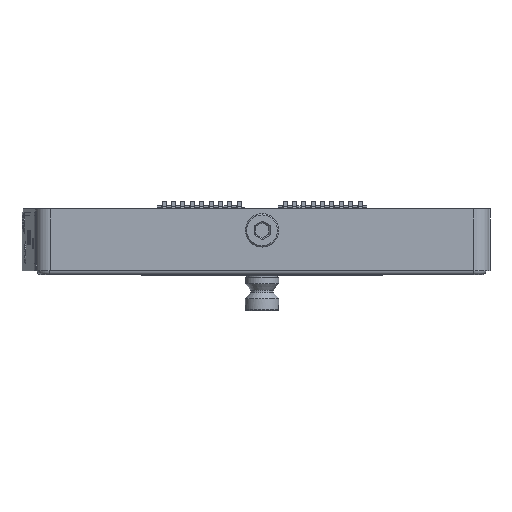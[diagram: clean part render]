
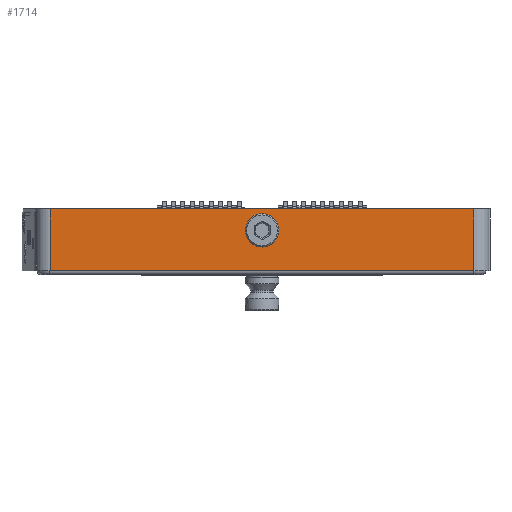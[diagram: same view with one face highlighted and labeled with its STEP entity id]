
A CAD part, left-side view. The second image highlights one B-rep face of the part: STEP entity #1714.
In plain terms, the highlighted planar face has unit normal (-1, 0, 0).
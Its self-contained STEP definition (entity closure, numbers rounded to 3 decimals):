
#796 = VECTOR ( 'NONE', #29209, 1000. ) ;
#1714 = ADVANCED_FACE ( 'NONE', ( #13661, #4895 ), #31201, .T. ) ;
#4895 = FACE_OUTER_BOUND ( 'NONE', #14312, .T. ) ;
#5013 = EDGE_CURVE ( 'NONE', #32644, #41662, #39643, .T. ) ;
#8011 = VERTEX_POINT ( 'NONE', #14606 ) ;
#8357 = CARTESIAN_POINT ( 'NONE',  ( -86., 4.5, -5.75 ) ) ;
#8522 = ORIENTED_EDGE ( 'NONE', *, *, #34366, .T. ) ;
#8565 = CARTESIAN_POINT ( 'NONE',  ( -86., 83.5, 5.75 ) ) ;
#9643 = VERTEX_POINT ( 'NONE', #9897 ) ;
#9782 = ORIENTED_EDGE ( 'NONE', *, *, #41825, .F. ) ;
#9897 = CARTESIAN_POINT ( 'NONE',  ( -86., 4.5, -5.75 ) ) ;
#10257 = CARTESIAN_POINT ( 'NONE',  ( -86., 83.5, -5.75 ) ) ;
#11412 = VECTOR ( 'NONE', #27164, 1000. ) ;
#11636 = DIRECTION ( 'NONE',  ( 0., 0., 1. ) ) ;
#11915 = CARTESIAN_POINT ( 'NONE',  ( -86., 44., 1.75 ) ) ;
#13433 = CARTESIAN_POINT ( 'NONE',  ( -86., 83.5, -5.75 ) ) ;
#13661 = FACE_BOUND ( 'NONE', #36588, .T. ) ;
#14312 = EDGE_LOOP ( 'NONE', ( #9782, #34371, #21065, #21895 ) ) ;
#14606 = CARTESIAN_POINT ( 'NONE',  ( -86., 4.5, 5.75 ) ) ;
#15205 = DIRECTION ( 'NONE',  ( 0., 1., 0. ) ) ;
#19136 = EDGE_CURVE ( 'NONE', #32644, #9643, #28889, .T. ) ;
#20026 = DIRECTION ( 'NONE',  ( 0., 0., 1. ) ) ;
#21065 = ORIENTED_EDGE ( 'NONE', *, *, #19136, .T. ) ;
#21076 = CARTESIAN_POINT ( 'NONE',  ( -86., 47.125, 1.75 ) ) ;
#21603 = EDGE_CURVE ( 'NONE', #9643, #8011, #30761, .T. ) ;
#21895 = ORIENTED_EDGE ( 'NONE', *, *, #21603, .T. ) ;
#25669 = CARTESIAN_POINT ( 'NONE',  ( -86., 4.5, -5.75 ) ) ;
#26452 = CIRCLE ( 'NONE', #41578, 3.125 ) ;
#27164 = DIRECTION ( 'NONE',  ( 0., -1., 0. ) ) ;
#28889 = LINE ( 'NONE', #40203, #11412 ) ;
#28933 = DIRECTION ( 'NONE',  ( 0., 0., 1. ) ) ;
#29209 = DIRECTION ( 'NONE',  ( 0., -1., 0. ) ) ;
#29232 = AXIS2_PLACEMENT_3D ( 'NONE', #8357, #31329, #11636 ) ;
#29729 = VECTOR ( 'NONE', #28933, 1000. ) ;
#29899 = VECTOR ( 'NONE', #20026, 1000. ) ;
#30761 = LINE ( 'NONE', #25669, #29729 ) ;
#31201 = PLANE ( 'NONE',  #29232 ) ;
#31329 = DIRECTION ( 'NONE',  ( -1., 0., 0. ) ) ;
#31334 = VERTEX_POINT ( 'NONE', #21076 ) ;
#32644 = VERTEX_POINT ( 'NONE', #13433 ) ;
#34366 = EDGE_CURVE ( 'NONE', #31334, #31334, #26452, .T. ) ;
#34371 = ORIENTED_EDGE ( 'NONE', *, *, #5013, .F. ) ;
#34913 = DIRECTION ( 'NONE',  ( 1., 0., 0. ) ) ;
#35732 = LINE ( 'NONE', #42279, #796 ) ;
#36588 = EDGE_LOOP ( 'NONE', ( #8522 ) ) ;
#39643 = LINE ( 'NONE', #10257, #29899 ) ;
#40203 = CARTESIAN_POINT ( 'NONE',  ( -86., 4.5, -5.75 ) ) ;
#41578 = AXIS2_PLACEMENT_3D ( 'NONE', #11915, #34913, #15205 ) ;
#41662 = VERTEX_POINT ( 'NONE', #8565 ) ;
#41825 = EDGE_CURVE ( 'NONE', #41662, #8011, #35732, .T. ) ;
#42279 = CARTESIAN_POINT ( 'NONE',  ( -86., 4.5, 5.75 ) ) ;
